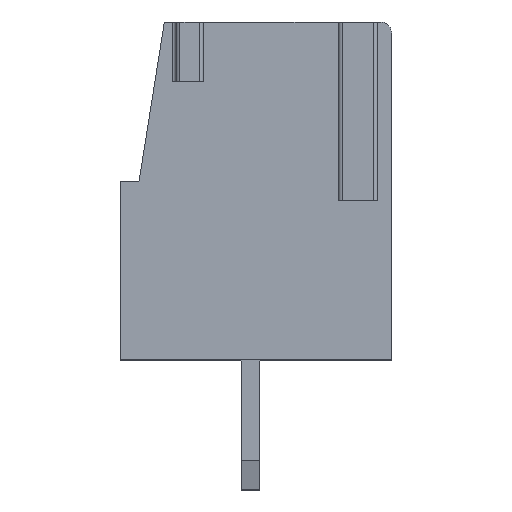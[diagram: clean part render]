
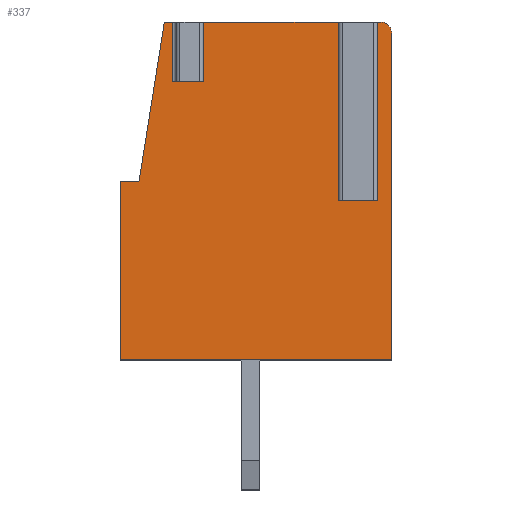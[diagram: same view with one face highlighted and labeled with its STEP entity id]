
A CAD part, left-side view. The second image highlights one B-rep face of the part: STEP entity #337.
In plain terms, the highlighted planar face has unit normal (-1, 0, 0).
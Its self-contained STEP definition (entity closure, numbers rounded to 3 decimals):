
#337 = ADVANCED_FACE( '', ( #807 ), #808, .F. );
#807 = FACE_OUTER_BOUND( '', #1435, .T. );
#808 = PLANE( '', #1436 );
#1435 = EDGE_LOOP( '', ( #2229, #2230, #2231, #2232, #2233, #2234, #2235, #2236, #2237, #2238, #2239, #2240, #2241, #2242, #2243 ) );
#1436 = AXIS2_PLACEMENT_3D( '', #2244, #2245, #2246 );
#2229 = ORIENTED_EDGE( '', *, *, #4086, .F. );
#2230 = ORIENTED_EDGE( '', *, *, #4087, .F. );
#2231 = ORIENTED_EDGE( '', *, *, #4088, .F. );
#2232 = ORIENTED_EDGE( '', *, *, #4089, .F. );
#2233 = ORIENTED_EDGE( '', *, *, #4090, .F. );
#2234 = ORIENTED_EDGE( '', *, *, #4020, .F. );
#2235 = ORIENTED_EDGE( '', *, *, #4091, .F. );
#2236 = ORIENTED_EDGE( '', *, *, #4092, .F. );
#2237 = ORIENTED_EDGE( '', *, *, #4093, .T. );
#2238 = ORIENTED_EDGE( '', *, *, #4094, .T. );
#2239 = ORIENTED_EDGE( '', *, *, #4095, .T. );
#2240 = ORIENTED_EDGE( '', *, *, #4075, .T. );
#2241 = ORIENTED_EDGE( '', *, *, #3997, .T. );
#2242 = ORIENTED_EDGE( '', *, *, #4096, .T. );
#2243 = ORIENTED_EDGE( '', *, *, #4097, .F. );
#2244 = CARTESIAN_POINT( '', ( -1.905, -8.03, 0. ) );
#2245 = DIRECTION( '', ( 1., 0., 0. ) );
#2246 = DIRECTION( '', ( 0., 0., 1. ) );
#3997 = EDGE_CURVE( '', #4829, #4827, #4830, .T. );
#4020 = EDGE_CURVE( '', #4867, #4868, #4869, .T. );
#4075 = EDGE_CURVE( '', #4955, #4829, #4966, .T. );
#4086 = EDGE_CURVE( '', #4983, #4984, #4985, .T. );
#4087 = EDGE_CURVE( '', #4986, #4983, #4987, .T. );
#4088 = EDGE_CURVE( '', #4988, #4986, #4989, .T. );
#4089 = EDGE_CURVE( '', #4990, #4988, #4991, .T. );
#4090 = EDGE_CURVE( '', #4868, #4990, #4992, .T. );
#4091 = EDGE_CURVE( '', #4993, #4867, #4994, .T. );
#4092 = EDGE_CURVE( '', #4995, #4993, #4996, .T. );
#4093 = EDGE_CURVE( '', #4995, #4997, #4998, .T. );
#4094 = EDGE_CURVE( '', #4997, #4999, #5000, .T. );
#4095 = EDGE_CURVE( '', #4999, #4955, #5001, .T. );
#4096 = EDGE_CURVE( '', #4827, #5002, #5003, .T. );
#4097 = EDGE_CURVE( '', #4984, #5002, #5004, .T. );
#4827 = VERTEX_POINT( '', #6028 );
#4829 = VERTEX_POINT( '', #6031 );
#4830 = LINE( '', #6032, #6033 );
#4867 = VERTEX_POINT( '', #6087 );
#4868 = VERTEX_POINT( '', #6088 );
#4869 = LINE( '', #6089, #6090 );
#4955 = VERTEX_POINT( '', #6206 );
#4966 = LINE( '', #6223, #6224 );
#4983 = VERTEX_POINT( '', #6248 );
#4984 = VERTEX_POINT( '', #6249 );
#4985 = LINE( '', #6250, #6251 );
#4986 = VERTEX_POINT( '', #6252 );
#4987 = LINE( '', #6253, #6254 );
#4988 = VERTEX_POINT( '', #6255 );
#4989 = LINE( '', #6256, #6257 );
#4990 = VERTEX_POINT( '', #6258 );
#4991 = LINE( '', #6259, #6260 );
#4992 = LINE( '', #6261, #6262 );
#4993 = VERTEX_POINT( '', #6263 );
#4994 = LINE( '', #6264, #6265 );
#4995 = VERTEX_POINT( '', #6266 );
#4996 = LINE( '', #6267, #6268 );
#4997 = VERTEX_POINT( '', #6269 );
#4998 = LINE( '', #6270, #6271 );
#4999 = VERTEX_POINT( '', #6272 );
#5000 = LINE( '', #6273, #6274 );
#5001 = LINE( '', #6275, #6276 );
#5002 = VERTEX_POINT( '', #6277 );
#5003 = CIRCLE( '', #6278, 0.3 );
#5004 = LINE( '', #6279, #6280 );
#6028 = CARTESIAN_POINT( '', ( -1.905, -7.3, 8.8 ) );
#6031 = CARTESIAN_POINT( '', ( -1.905, -7.3, 0. ) );
#6032 = CARTESIAN_POINT( '', ( -1.905, -7.3, 0. ) );
#6033 = VECTOR( '', #7571, 1000. );
#6087 = CARTESIAN_POINT( '', ( -1.905, -1.4, 7.5 ) );
#6088 = CARTESIAN_POINT( '', ( -1.905, -2.127, 7.5 ) );
#6089 = CARTESIAN_POINT( '', ( -1.905, -3.5, 7.5 ) );
#6090 = VECTOR( '', #7589, 1000. );
#6206 = CARTESIAN_POINT( '', ( -1.905, 0., 0. ) );
#6223 = CARTESIAN_POINT( '', ( -1.905, -3.5, 0. ) );
#6224 = VECTOR( '', #7662, 1000. );
#6248 = CARTESIAN_POINT( '', ( -1.905, -6.827, 4.3 ) );
#6249 = CARTESIAN_POINT( '', ( -1.905, -6.827, 9.1 ) );
#6250 = CARTESIAN_POINT( '', ( -1.905, -6.827, 0. ) );
#6251 = VECTOR( '', #7670, 1000. );
#6252 = CARTESIAN_POINT( '', ( -1.905, -5.973, 4.3 ) );
#6253 = CARTESIAN_POINT( '', ( -1.905, -3.5, 4.3 ) );
#6254 = VECTOR( '', #7671, 1000. );
#6255 = CARTESIAN_POINT( '', ( -1.905, -5.973, 9.1 ) );
#6256 = CARTESIAN_POINT( '', ( -1.905, -5.973, 0. ) );
#6257 = VECTOR( '', #7672, 1000. );
#6258 = CARTESIAN_POINT( '', ( -1.905, -2.127, 9.1 ) );
#6259 = CARTESIAN_POINT( '', ( -1.905, -3.5, 9.1 ) );
#6260 = VECTOR( '', #7673, 1000. );
#6261 = CARTESIAN_POINT( '', ( -1.905, -2.127, 0. ) );
#6262 = VECTOR( '', #7674, 1000. );
#6263 = CARTESIAN_POINT( '', ( -1.905, -1.4, 9.1 ) );
#6264 = CARTESIAN_POINT( '', ( -1.905, -1.4, 0. ) );
#6265 = VECTOR( '', #7675, 1000. );
#6266 = CARTESIAN_POINT( '', ( -1.905, -1.181, 9.1 ) );
#6267 = CARTESIAN_POINT( '', ( -1.905, -3.5, 9.1 ) );
#6268 = VECTOR( '', #7676, 1000. );
#6269 = CARTESIAN_POINT( '', ( -1.905, -0.5, 4.8 ) );
#6270 = CARTESIAN_POINT( '', ( -1.905, 0.26, 0. ) );
#6271 = VECTOR( '', #7677, 1000. );
#6272 = CARTESIAN_POINT( '', ( -1.905, 0., 4.8 ) );
#6273 = CARTESIAN_POINT( '', ( -1.905, -3.5, 4.8 ) );
#6274 = VECTOR( '', #7678, 1000. );
#6275 = CARTESIAN_POINT( '', ( -1.905, 0., 0. ) );
#6276 = VECTOR( '', #7679, 1000. );
#6277 = CARTESIAN_POINT( '', ( -1.905, -7., 9.1 ) );
#6278 = AXIS2_PLACEMENT_3D( '', #7680, #7681, #7682 );
#6279 = CARTESIAN_POINT( '', ( -1.905, -3.5, 9.1 ) );
#6280 = VECTOR( '', #7683, 1000. );
#7571 = DIRECTION( '', ( 0., 0., 1. ) );
#7589 = DIRECTION( '', ( 0., -1., 0. ) );
#7662 = DIRECTION( '', ( 0., -1., 0. ) );
#7670 = DIRECTION( '', ( 0., 0., 1. ) );
#7671 = DIRECTION( '', ( 0., -1., 0. ) );
#7672 = DIRECTION( '', ( 0., 0., -1. ) );
#7673 = DIRECTION( '', ( 0., -1., 0. ) );
#7674 = DIRECTION( '', ( 0., 0., 1. ) );
#7675 = DIRECTION( '', ( 0., 0., -1. ) );
#7676 = DIRECTION( '', ( 0., -1., 0. ) );
#7677 = DIRECTION( '', ( 0., 0.156, -0.988 ) );
#7678 = DIRECTION( '', ( 0., 1., 0. ) );
#7679 = DIRECTION( '', ( 0., 0., -1. ) );
#7680 = CARTESIAN_POINT( '', ( -1.905, -7., 8.8 ) );
#7681 = DIRECTION( '', ( -1., 0., 0. ) );
#7682 = DIRECTION( '', ( 0., 1., 0. ) );
#7683 = DIRECTION( '', ( 0., -1., 0. ) );
